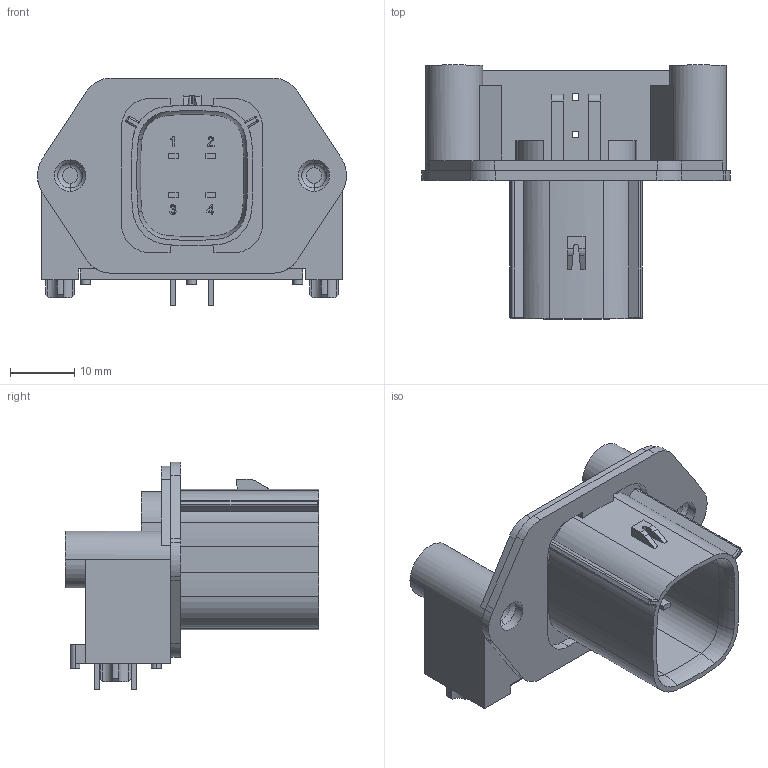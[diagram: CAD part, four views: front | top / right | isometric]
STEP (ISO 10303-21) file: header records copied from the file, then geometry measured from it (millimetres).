
FILE_DESCRIPTION(('FreeCAD Model'),'2;1');
FILE_NAME('parts/3DModels/mx150l_2/194270032.step','2018-02-08T21:57:29',('kicad StepUp'),('ksu MCAD'), 'Open CASCADE STEP processor 6.8','FreeCAD','Unknown');
FILE_SCHEMA(('AUTOMOTIVE_DESIGN_CC2 { 1 2 10303 214 -1 1 5 4 }'));
Length unit declared in the file: millimetre
Products named in the file (1): 194270032
Bounding box: 48.26 x 39.65 x 35.61 mm (x, y, z)
Volume: 11881.7 mm3; surface area: 11594.6 mm2
Topology: 1 solids, 1 shells, 583 faces, 1634 edges, 1077 vertices
Faces by surface type: plane 417, cylinder 136, torus 14, cone 12, sphere 4
Entity records: 18860 total; most frequent: CARTESIAN_POINT 3574, ORIENTED_EDGE 3260, DIRECTION 3085, EDGE_CURVE 1630, LINE 1233, VECTOR 1233, VERTEX_POINT 1077, AXIS2_PLACEMENT_3D 926
